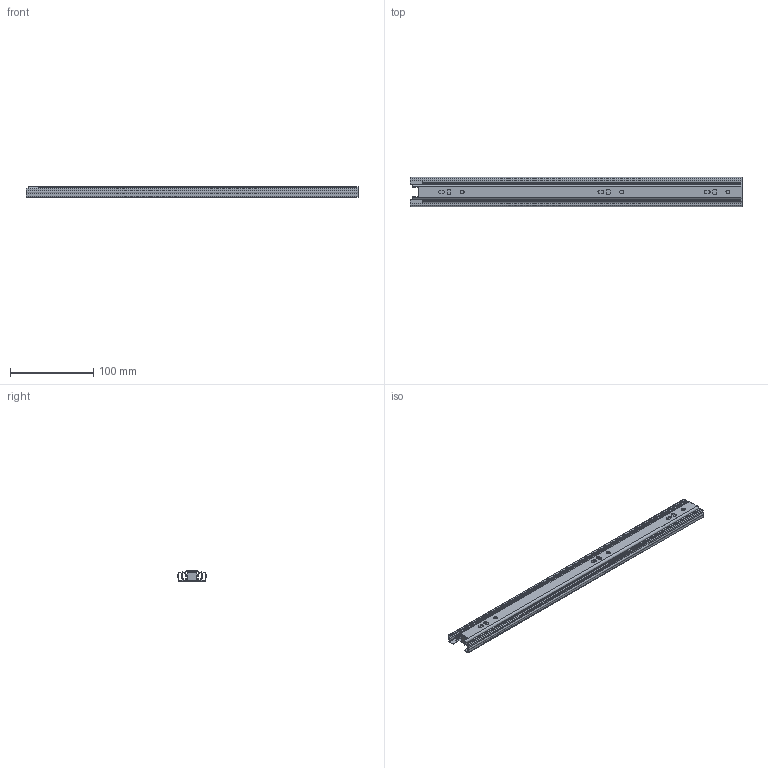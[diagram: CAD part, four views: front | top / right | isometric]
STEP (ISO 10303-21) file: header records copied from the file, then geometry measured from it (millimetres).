
FILE_DESCRIPTION (( 'STEP AP214' ), '1' );
FILE_NAME ('F002923_CLOSED_3D.step', '2022-06-06T11:49:00', ( '' ), ( '' ), 'SwSTEP 2.0', 'SolidWorks 2020', '' );
FILE_SCHEMA (( 'AUTOMOTIVE_DESIGN' ));
Length unit declared in the file: millimetre
Products named in the file (4): NB35-VNITRNI-400; NB35-VNEJSI-400; NB35-STREDNI-400; F002923_CLOSED_3D
Assembly tree (3 placements, depth 2):
  F002923_CLOSED_3D
    NB35-VNEJSI-400
    NB35-STREDNI-400
    NB35-VNITRNI-400
Bounding box: 400 x 34.99 x 12.2 mm (x, y, z)
Volume: 39761.2 mm3; surface area: 101035.4 mm2
Topology: 3 solids, 3 shells, 241 faces, 705 edges, 470 vertices
Faces by surface type: plane 138, cylinder 103
Entity records: 8283 total; most frequent: CARTESIAN_POINT 1422, ORIENTED_EDGE 1410, DIRECTION 1405, EDGE_CURVE 705, VECTOR 499, LINE 499, VERTEX_POINT 470, AXIS2_PLACEMENT_3D 453
